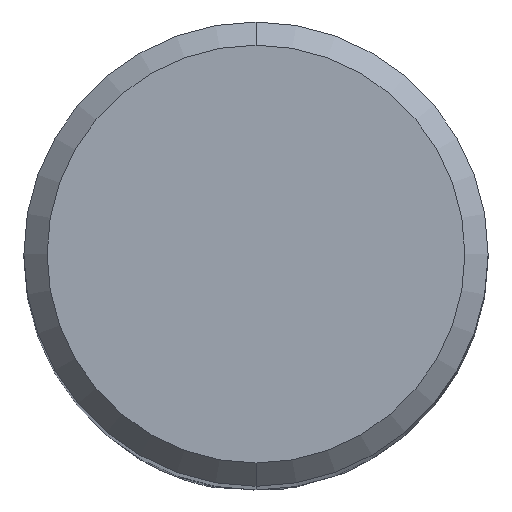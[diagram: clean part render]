
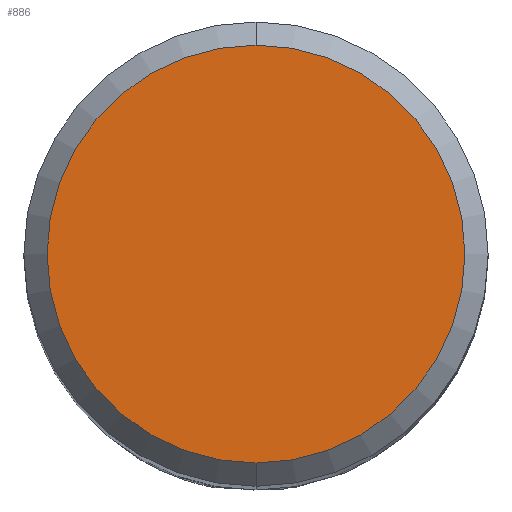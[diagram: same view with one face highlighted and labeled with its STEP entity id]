
A CAD part, top view. The second image highlights one B-rep face of the part: STEP entity #886.
In plain terms, the highlighted planar face has unit normal (0, 0, 1).
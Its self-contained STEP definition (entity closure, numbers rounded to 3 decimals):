
#390=VERTEX_POINT('',#1024);
#490=EDGE_CURVE('',#390,#770,#1137,.T.);
#694=EDGE_CURVE('',#770,#390,#1356,.T.);
#770=VERTEX_POINT('',#1440);
#886=ADVANCED_FACE('',(#1564),#1565,.T.);
#1024=CARTESIAN_POINT('',(0.0,7.2,0.0));
#1137=CIRCLE('',#6356,7.2);
#1356=CIRCLE('',#8487,7.2);
#1440=CARTESIAN_POINT('',(0.,-7.2,0.0));
#1564=FACE_OUTER_BOUND('',#9226,.T.);
#1565=PLANE('',#9227);
#6356=AXIS2_PLACEMENT_3D('',#9695,#9696,#9697);
#8487=AXIS2_PLACEMENT_3D('',#9890,#9891,#9892);
#9226=EDGE_LOOP('',(#10077,#10078));
#9227=AXIS2_PLACEMENT_3D('',#10079,#10080,#10081);
#9695=CARTESIAN_POINT('',(0.0,0.0,0.0));
#9696=DIRECTION('',(0.0,0.0,-1.0));
#9697=DIRECTION('',(0.0,1.0,0.0));
#9890=CARTESIAN_POINT('',(0.0,0.0,0.0));
#9891=DIRECTION('',(0.0,0.0,-1.0));
#9892=DIRECTION('',(0.0,1.0,0.0));
#10077=ORIENTED_EDGE('',*,*,#490,.F.);
#10078=ORIENTED_EDGE('',*,*,#694,.F.);
#10079=CARTESIAN_POINT('',(0.0,3.6,0.0));
#10080=DIRECTION('',(-0.0,0.0,1.0));
#10081=DIRECTION('',(0.0,-1.0,0.0));
